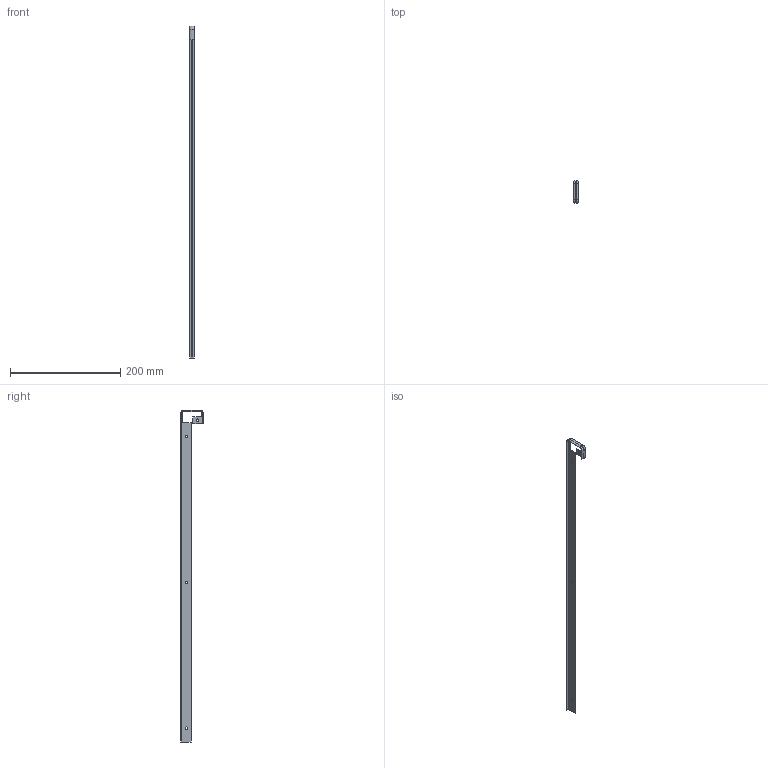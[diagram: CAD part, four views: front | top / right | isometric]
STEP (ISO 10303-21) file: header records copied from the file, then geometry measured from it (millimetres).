
FILE_DESCRIPTION (( 'STEP AP214' ), '1' );
FILE_NAME ('F001204_3D.step', '2022-08-15T13:47:40', ( '' ), ( '' ), 'SwSTEP 2.0', 'SolidWorks 2020', '' );
FILE_SCHEMA (( 'AUTOMOTIVE_DESIGN' ));
Length unit declared in the file: millimetre
Products named in the file (1): F001204_3D
Bounding box: 9 x 41 x 601 mm (x, y, z)
Volume: 15226.8 mm3; surface area: 33848.7 mm2
Topology: 1 solids, 1 shells, 62 faces, 140 edges, 80 vertices
Faces by surface type: plane 35, cylinder 17, cone 8, torus 2
Entity records: 1740 total; most frequent: DIRECTION 312, CARTESIAN_POINT 283, ORIENTED_EDGE 280, EDGE_CURVE 140, AXIS2_PLACEMENT_3D 109, VECTOR 94, LINE 94, VERTEX_POINT 80
